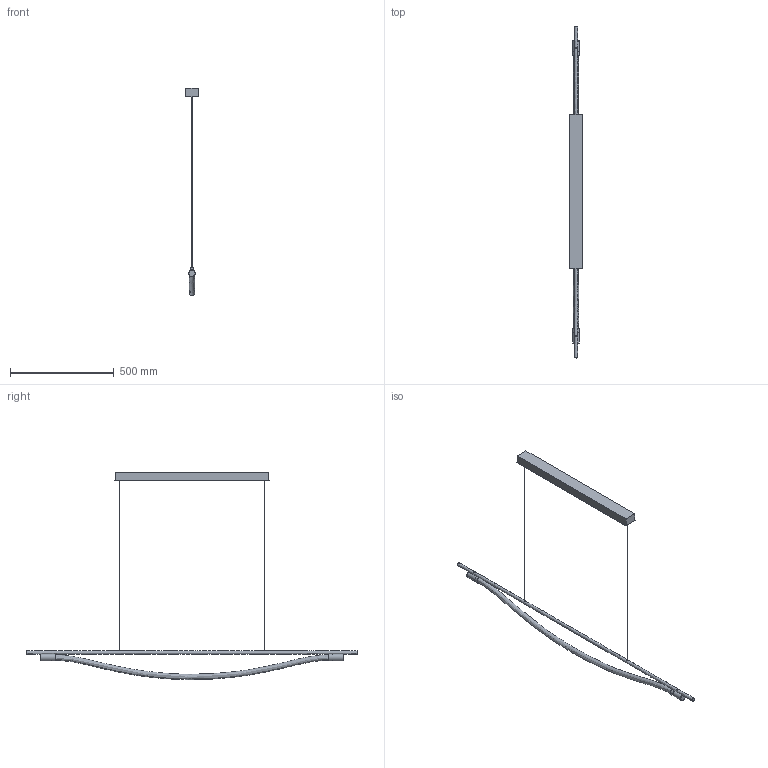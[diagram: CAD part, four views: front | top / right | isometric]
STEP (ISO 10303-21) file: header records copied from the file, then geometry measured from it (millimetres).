
FILE_DESCRIPTION(/* description */ (''),/* implementation_level */ '2;1');
FILE_NAME(/* name */ 'Bow160_3D_mm',/* time_stamp */ '2025-06-23T15:07:25-07:00',/* author */ (''),/* organization */ (''),/* preprocessor_version */ 'ST-DEVELOPER v16.5',/* originating_system */ '',/* authorisation */ '');
FILE_SCHEMA (('AUTOMOTIVE_DESIGN'));
Length unit declared in the file: millimetre
Products named in the file (2): Document; Bow silicone_BOW 160
Assembly tree (1 placements, depth 2):
  Document
    Bow silicone_BOW 160
Bounding box: 62 x 1600 x 998.4 mm (x, y, z)
Volume: 2970373.8 mm3; surface area: 379051.8 mm2
Topology: 5 solids, 5 shells, 85 faces, 180 edges, 119 vertices
Faces by surface type: bspline 50, plane 35
Entity records: 3443 total; most frequent: CARTESIAN_POINT 2211, ORIENTED_EDGE 358, EDGE_CURVE 179, VERTEX_POINT 117, EDGE_LOOP 98, ADVANCED_FACE 85, FACE_OUTER_BOUND 85, B_SPLINE_CURVE_WITH_KNOTS 74
